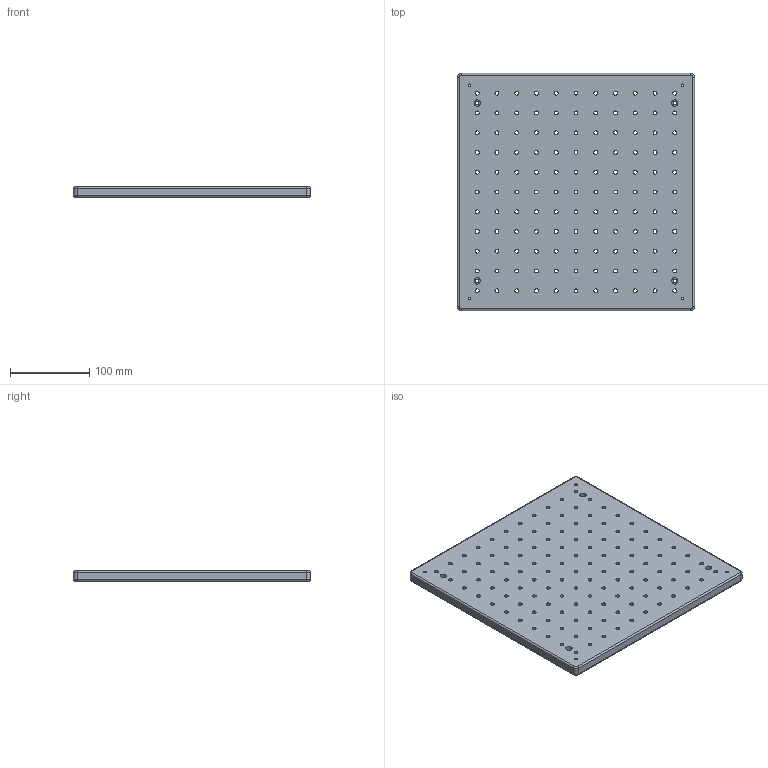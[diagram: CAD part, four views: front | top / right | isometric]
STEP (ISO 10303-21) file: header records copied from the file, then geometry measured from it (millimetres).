
FILE_DESCRIPTION (( 'STEP AP203' ), '1' );
FILE_NAME ('BR0303-1M.STEP', '2016-05-19T08:44:47', ( '' ), ( '' ), 'SwSTEP 2.0', 'SolidWorks 2016', '' );
FILE_SCHEMA (( 'CONFIG_CONTROL_DESIGN' ));
Length unit declared in the file: millimetre
Products named in the file (1): BR0303-1M
Bounding box: 300 x 300 x 13 mm (x, y, z)
Volume: 1134698.2 mm3; surface area: 214695.9 mm2
Topology: 1 solids, 1 shells, 296 faces, 854 edges, 564 vertices
Faces by surface type: cylinder 278, plane 10, torus 8
Entity records: 10647 total; most frequent: DIRECTION 2012, CARTESIAN_POINT 1715, ORIENTED_EDGE 1708, AXIS2_PLACEMENT_3D 861, EDGE_CURVE 854, VERTEX_POINT 564, CIRCLE 564, EDGE_LOOP 558
